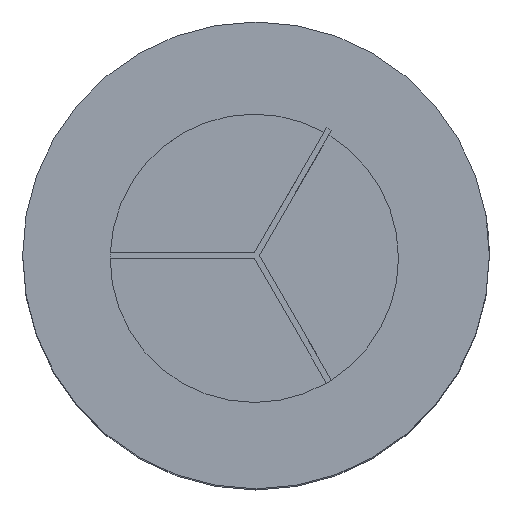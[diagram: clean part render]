
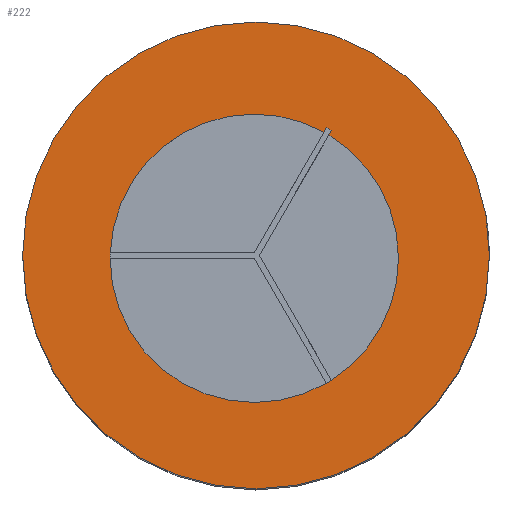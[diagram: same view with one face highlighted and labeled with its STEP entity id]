
A CAD part, top view. The second image highlights one B-rep face of the part: STEP entity #222.
In plain terms, the highlighted planar face has unit normal (0, 0, 1).
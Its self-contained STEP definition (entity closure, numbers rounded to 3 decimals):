
#1 = CIRCLE ( 'NONE', #8, 2.471 ) ;
#5 = CIRCLE ( 'NONE', #33, 4. ) ;
#7 = CIRCLE ( 'NONE', #12, 2.5 ) ;
#8 = AXIS2_PLACEMENT_3D ( 'NONE', #1414, #1415, #1231 ) ;
#9 = CIRCLE ( 'NONE', #10, 2.5 ) ;
#10 = AXIS2_PLACEMENT_3D ( 'NONE', #1324, #1331, #1418 ) ;
#12 = AXIS2_PLACEMENT_3D ( 'NONE', #1299, #1348, #1295 ) ;
#14 = VECTOR ( 'NONE', #1154, 1000. ) ;
#15 = VECTOR ( 'NONE', #1320, 1000. ) ;
#22 = CIRCLE ( 'NONE', #35, 2.5 ) ;
#25 = CIRCLE ( 'NONE', #41, 2.471 ) ;
#33 = AXIS2_PLACEMENT_3D ( 'NONE', #412, #414, #418 ) ;
#35 = AXIS2_PLACEMENT_3D ( 'NONE', #417, #416, #415 ) ;
#40 = VECTOR ( 'NONE', #404, 1000. ) ;
#41 = AXIS2_PLACEMENT_3D ( 'NONE', #411, #410, #409 ) ;
#77 = CIRCLE ( 'NONE', #86, 2.471 ) ;
#86 = AXIS2_PLACEMENT_3D ( 'NONE', #1357, #1337, #1334 ) ;
#98 = AXIS2_PLACEMENT_3D ( 'NONE', #1129, #1127, #1112 ) ;
#118 = CIRCLE ( 'NONE', #125, 4. ) ;
#125 = AXIS2_PLACEMENT_3D ( 'NONE', #1126, #1146, #1222 ) ;
#214 = EDGE_CURVE ( 'NONE', #759, #755, #77, .T. ) ;
#222 = ADVANCED_FACE ( 'NONE', ( #909, #908 ), #1144, .T. ) ;
#241 = EDGE_CURVE ( 'NONE', #735, #809, #118, .T. ) ;
#265 = CARTESIAN_POINT ( 'NONE',  ( 1.293, -2.14, 11.8 ) ) ;
#267 = CARTESIAN_POINT ( 'NONE',  ( -2.499, -0.05, 11.8 ) ) ;
#268 = CARTESIAN_POINT ( 'NONE',  ( 1.292, -2.138, 11.8 ) ) ;
#269 = DIRECTION ( 'NONE',  ( 0., 0., 1. ) ) ;
#270 = CARTESIAN_POINT ( 'NONE',  ( 1.293, 2.14, 11.8 ) ) ;
#271 = DIRECTION ( 'NONE',  ( 1., 0., 0. ) ) ;
#275 = CARTESIAN_POINT ( 'NONE',  ( -2.497, 0.05, 11.8 ) ) ;
#276 = CARTESIAN_POINT ( 'NONE',  ( 1.206, 2.19, 11.8 ) ) ;
#277 = CARTESIAN_POINT ( 'NONE',  ( -2.499, 0.05, 11.8 ) ) ;
#279 = CARTESIAN_POINT ( 'NONE',  ( -0.029, -0.05, 11.8 ) ) ;
#296 = DIRECTION ( 'NONE',  ( 0.5, 0.866, 0. ) ) ;
#297 = CARTESIAN_POINT ( 'NONE',  ( -3.915, -6.681, 11.8 ) ) ;
#404 = DIRECTION ( 'NONE',  ( 0.5, 0.866, 0. ) ) ;
#409 = DIRECTION ( 'NONE',  ( 1., 0., 0. ) ) ;
#410 = DIRECTION ( 'NONE',  ( 0., 0., 1. ) ) ;
#411 = CARTESIAN_POINT ( 'NONE',  ( -0.029, -0.05, 11.8 ) ) ;
#412 = CARTESIAN_POINT ( 'NONE',  ( 0., 0., 11.8 ) ) ;
#413 = CARTESIAN_POINT ( 'NONE',  ( -3.828, -6.731, 11.8 ) ) ;
#414 = DIRECTION ( 'NONE',  ( 0., 0., 1. ) ) ;
#415 = DIRECTION ( 'NONE',  ( 1., 0., 0. ) ) ;
#416 = DIRECTION ( 'NONE',  ( 0., 0., 1. ) ) ;
#417 = CARTESIAN_POINT ( 'NONE',  ( 0., 0., 11.8 ) ) ;
#418 = DIRECTION ( 'NONE',  ( 1., 0., 0. ) ) ;
#428 = CIRCLE ( 'NONE', #431, 2.471 ) ;
#430 = VECTOR ( 'NONE', #296, 1000. ) ;
#431 = AXIS2_PLACEMENT_3D ( 'NONE', #279, #269, #271 ) ;
#556 = VERTEX_POINT ( 'NONE', #1364 ) ;
#561 = VERTEX_POINT ( 'NONE', #1267 ) ;
#627 = ORIENTED_EDGE ( 'NONE', *, *, #876, .F. ) ;
#662 = ORIENTED_EDGE ( 'NONE', *, *, #832, .T. ) ;
#676 = ORIENTED_EDGE ( 'NONE', *, *, #830, .F. ) ;
#682 = ORIENTED_EDGE ( 'NONE', *, *, #844, .F. ) ;
#691 = ORIENTED_EDGE ( 'NONE', *, *, #214, .F. ) ;
#692 = ORIENTED_EDGE ( 'NONE', *, *, #843, .F. ) ;
#693 = ORIENTED_EDGE ( 'NONE', *, *, #870, .T. ) ;
#697 = ORIENTED_EDGE ( 'NONE', *, *, #842, .F. ) ;
#726 = ORIENTED_EDGE ( 'NONE', *, *, #829, .F. ) ;
#728 = ORIENTED_EDGE ( 'NONE', *, *, #831, .F. ) ;
#730 = ORIENTED_EDGE ( 'NONE', *, *, #828, .F. ) ;
#735 = VERTEX_POINT ( 'NONE', #1194 ) ;
#755 = VERTEX_POINT ( 'NONE', #1302 ) ;
#759 = VERTEX_POINT ( 'NONE', #1406 ) ;
#787 = EDGE_LOOP ( 'NONE', ( #627, #693, #697, #692, #691, #682, #662, #676, #730, #726, #728 ) ) ;
#809 = VERTEX_POINT ( 'NONE', #1392 ) ;
#816 = EDGE_LOOP ( 'NONE', ( #893, #880 ) ) ;
#828 = EDGE_CURVE ( 'NONE', #891, #561, #1, .T. ) ;
#829 = EDGE_CURVE ( 'NONE', #879, #891, #9, .T. ) ;
#830 = EDGE_CURVE ( 'NONE', #561, #900, #7, .T. ) ;
#831 = EDGE_CURVE ( 'NONE', #883, #879, #986, .T. ) ;
#832 = EDGE_CURVE ( 'NONE', #890, #900, #985, .T. ) ;
#841 = EDGE_CURVE ( 'NONE', #809, #735, #5, .T. ) ;
#842 = EDGE_CURVE ( 'NONE', #887, #881, #22, .T. ) ;
#843 = EDGE_CURVE ( 'NONE', #755, #887, #980, .T. ) ;
#844 = EDGE_CURVE ( 'NONE', #890, #759, #25, .T. ) ;
#870 = EDGE_CURVE ( 'NONE', #556, #881, #935, .T. ) ;
#876 = EDGE_CURVE ( 'NONE', #556, #883, #428, .T. ) ;
#879 = VERTEX_POINT ( 'NONE', #277 ) ;
#880 = ORIENTED_EDGE ( 'NONE', *, *, #841, .T. ) ;
#881 = VERTEX_POINT ( 'NONE', #276 ) ;
#883 = VERTEX_POINT ( 'NONE', #275 ) ;
#887 = VERTEX_POINT ( 'NONE', #270 ) ;
#890 = VERTEX_POINT ( 'NONE', #268 ) ;
#891 = VERTEX_POINT ( 'NONE', #267 ) ;
#893 = ORIENTED_EDGE ( 'NONE', *, *, #241, .T. ) ;
#900 = VERTEX_POINT ( 'NONE', #265 ) ;
#908 = FACE_OUTER_BOUND ( 'NONE', #816, .T. ) ;
#909 = FACE_BOUND ( 'NONE', #787, .T. ) ;
#935 = LINE ( 'NONE', #297, #430 ) ;
#980 = LINE ( 'NONE', #413, #40 ) ;
#985 = LINE ( 'NONE', #1232, #15 ) ;
#986 = LINE ( 'NONE', #1427, #14 ) ;
#1112 = DIRECTION ( 'NONE',  ( 1., 0., 0. ) ) ;
#1126 = CARTESIAN_POINT ( 'NONE',  ( 0., 0., 11.8 ) ) ;
#1127 = DIRECTION ( 'NONE',  ( 0., 0., 1. ) ) ;
#1129 = CARTESIAN_POINT ( 'NONE',  ( 0., 0., 11.8 ) ) ;
#1144 = PLANE ( 'NONE',  #98 ) ;
#1146 = DIRECTION ( 'NONE',  ( 0., 0., 1. ) ) ;
#1154 = DIRECTION ( 'NONE',  ( -1., 0., 0. ) ) ;
#1194 = CARTESIAN_POINT ( 'NONE',  ( -4., 0., 11.8 ) ) ;
#1222 = DIRECTION ( 'NONE',  ( 1., 0., 0. ) ) ;
#1231 = DIRECTION ( 'NONE',  ( 1., 0., 0. ) ) ;
#1232 = CARTESIAN_POINT ( 'NONE',  ( 3.915, -6.681, 11.8 ) ) ;
#1267 = CARTESIAN_POINT ( 'NONE',  ( 1.206, -2.19, 11.8 ) ) ;
#1295 = DIRECTION ( 'NONE',  ( 1., 0., 0. ) ) ;
#1299 = CARTESIAN_POINT ( 'NONE',  ( 0., 0., 11.8 ) ) ;
#1302 = CARTESIAN_POINT ( 'NONE',  ( 1.249, 2.064, 11.8 ) ) ;
#1320 = DIRECTION ( 'NONE',  ( 0.5, -0.866, 0. ) ) ;
#1324 = CARTESIAN_POINT ( 'NONE',  ( 0., 0., 11.8 ) ) ;
#1331 = DIRECTION ( 'NONE',  ( 0., 0., 1. ) ) ;
#1334 = DIRECTION ( 'NONE',  ( 1., 0., 0. ) ) ;
#1337 = DIRECTION ( 'NONE',  ( 0., 0., 1. ) ) ;
#1348 = DIRECTION ( 'NONE',  ( 0., 0., 1. ) ) ;
#1357 = CARTESIAN_POINT ( 'NONE',  ( -0.029, -0.05, 11.8 ) ) ;
#1364 = CARTESIAN_POINT ( 'NONE',  ( 1.163, 2.114, 11.8 ) ) ;
#1392 = CARTESIAN_POINT ( 'NONE',  ( 4., 0., 11.8 ) ) ;
#1406 = CARTESIAN_POINT ( 'NONE',  ( 2.442, -0.05, 11.8 ) ) ;
#1414 = CARTESIAN_POINT ( 'NONE',  ( -0.029, -0.05, 11.8 ) ) ;
#1415 = DIRECTION ( 'NONE',  ( 0., 0., 1. ) ) ;
#1418 = DIRECTION ( 'NONE',  ( 1., 0., 0. ) ) ;
#1427 = CARTESIAN_POINT ( 'NONE',  ( 0., 0.05, 11.8 ) ) ;
